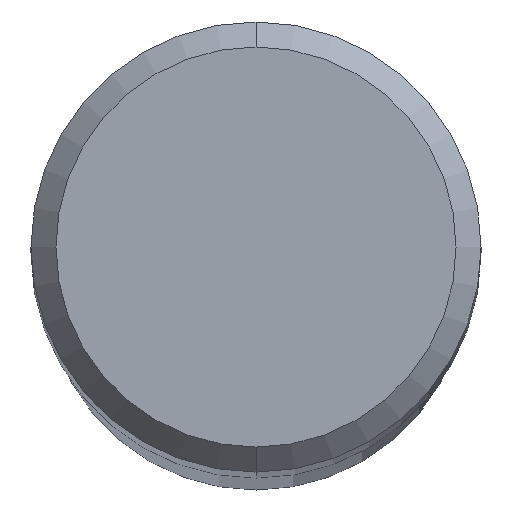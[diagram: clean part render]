
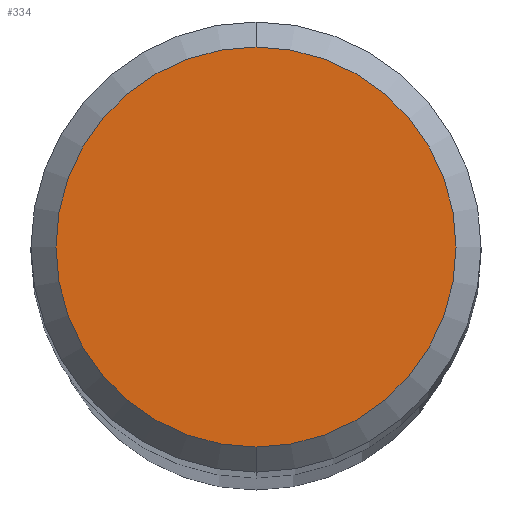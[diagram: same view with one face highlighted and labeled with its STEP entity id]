
A CAD part, top view. The second image highlights one B-rep face of the part: STEP entity #334.
In plain terms, the highlighted planar face has unit normal (0, 0, 1).
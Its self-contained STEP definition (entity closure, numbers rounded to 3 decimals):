
#302=VERTEX_POINT('',#617);
#334=ADVANCED_FACE('',(#653),#654,.T.);
#350=EDGE_CURVE('',#384,#302,#670,.T.);
#384=VERTEX_POINT('',#707);
#440=EDGE_CURVE('',#302,#384,#770,.T.);
#617=CARTESIAN_POINT('',(0.0,4.0,0.0));
#653=FACE_OUTER_BOUND('',#1195,.T.);
#654=PLANE('',#1196);
#670=CIRCLE('',#1238,4.0);
#707=CARTESIAN_POINT('',(0.,-4.0,0.0));
#770=CIRCLE('',#1398,4.0);
#1195=EDGE_LOOP('',(#1646,#1647));
#1196=AXIS2_PLACEMENT_3D('',#1648,#1649,#1650);
#1238=AXIS2_PLACEMENT_3D('',#1656,#1657,#1658);
#1398=AXIS2_PLACEMENT_3D('',#1790,#1791,#1792);
#1646=ORIENTED_EDGE('',*,*,#440,.F.);
#1647=ORIENTED_EDGE('',*,*,#350,.F.);
#1648=CARTESIAN_POINT('',(0.0,2.0,0.0));
#1649=DIRECTION('',(-0.0,0.0,1.0));
#1650=DIRECTION('',(0.0,-1.0,0.0));
#1656=CARTESIAN_POINT('',(0.0,0.0,0.0));
#1657=DIRECTION('',(0.0,0.0,-1.0));
#1658=DIRECTION('',(0.0,1.0,0.0));
#1790=CARTESIAN_POINT('',(0.0,0.0,0.0));
#1791=DIRECTION('',(0.0,0.0,-1.0));
#1792=DIRECTION('',(0.0,1.0,0.0));
